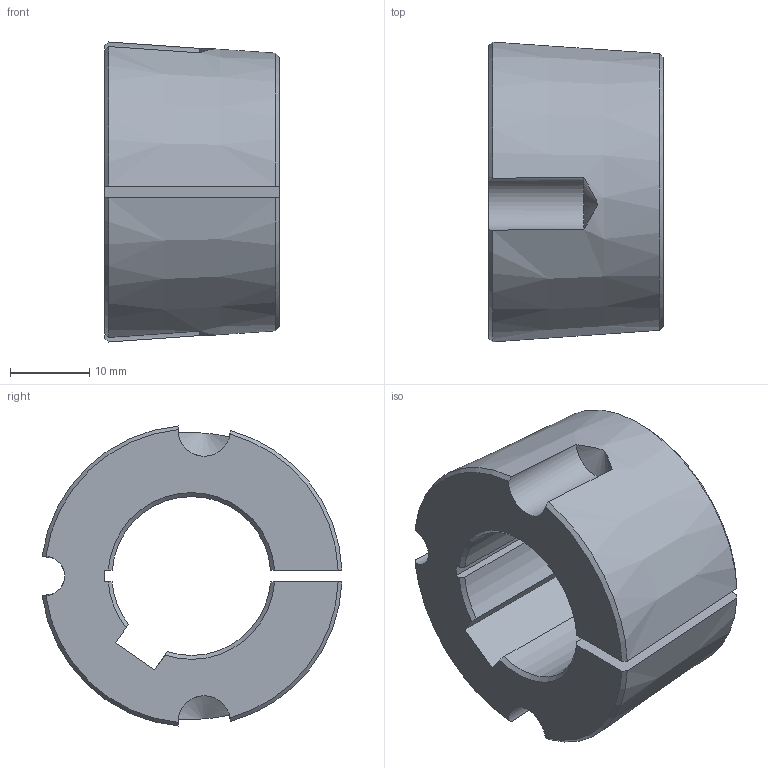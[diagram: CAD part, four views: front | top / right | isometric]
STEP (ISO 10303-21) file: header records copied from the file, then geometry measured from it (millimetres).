
FILE_DESCRIPTION(/* description */ ('STEP AP214'),/* implementation_level */ '2;1');
FILE_NAME(/* name */ 'Bushing_24.step',/* time_stamp */ '2024-11-15T09:14:38+11:00',/* author */ (''),/* organization */ (''),/* preprocessor_version */ 'ST-DEVELOPER v20',/* originating_system */ 'Autodesk Translation Framework v13.20.0.188',/* authorisation */ '');
FILE_SCHEMA (('AUTOMOTIVE_DESIGN { 1 0 10303 214 3 1 1 }'));
Length unit declared in the file: millimetre
Products named in the file (1): Bushing_24
Bounding box: 22 x 37.75 x 37.79 mm (x, y, z)
Volume: 14783.2 mm3; surface area: 5776.9 mm2
Topology: 1 solids, 1 shells, 32 faces, 90 edges, 60 vertices
Faces by surface type: cone 16, plane 10, cylinder 6
Entity records: 1149 total; most frequent: CARTESIAN_POINT 309, ORIENTED_EDGE 180, DIRECTION 162, EDGE_CURVE 90, AXIS2_PLACEMENT_3D 67, VERTEX_POINT 60, CIRCLE 34, FACE_OUTER_BOUND 32
